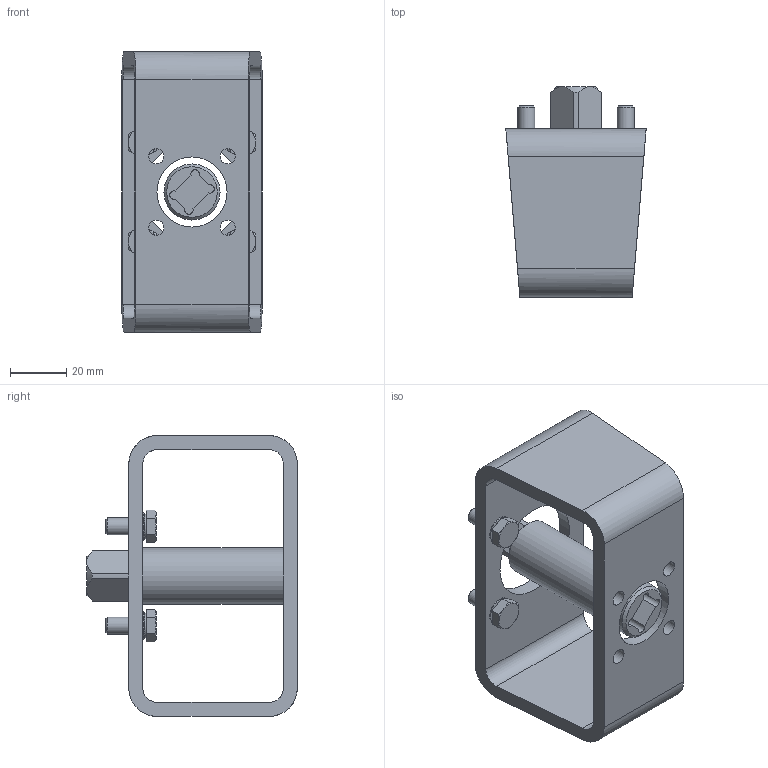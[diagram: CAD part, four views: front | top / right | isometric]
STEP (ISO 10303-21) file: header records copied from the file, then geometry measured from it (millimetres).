
FILE_DESCRIPTION(/* description */ ('STEP AP214'),/* implementation_level */ '2;1');
FILE_NAME(/* name */ '8085019_DARQ-K-Z-F05S14-F03S9-R13',/* time_stamp */ '2024-08-14T16:46:08+02:00',/* author */ ('License CC BY-ND 4.0'),/* organization */ ('CADENAS'),/* preprocessor_version */ 'ST-DEVELOPER v19.3',/* originating_system */ 'PARTsolutions',/* authorisation */ ' ');
FILE_SCHEMA (('AUTOMOTIVE_DESIGN {1 0 10303 214 3 1 1}'));
Length unit declared in the file: millimetre
Products named in the file (5): 8085019 DARQ-K-Z-F05S14-F03S9-R13; 8082980 DARQ-B-F05-F03-R13---(high); 8084584 DARQ-V-F05S14-F03S9-60---(K); 690067 S 6 A2; ISO 4017 M6x14(F)
Assembly tree (10 placements, depth 2):
  8085019 DARQ-K-Z-F05S14-F03S9-R13
    8082980 DARQ-B-F05-F03-R13---(high)
    8084584 DARQ-V-F05S14-F03S9-60---(K)
    690067 S 6 A2  x4
    ISO 4017 M6x14(F)  x4
Bounding box: 50 x 75 x 100 mm (x, y, z)
Volume: 79031.5 mm3; surface area: 35492 mm2
Topology: 10 solids, 10 shells, 154 faces, 337 edges, 204 vertices
Faces by surface type: plane 65, cylinder 43, cone 42, torus 4
Full cylindrical faces by diameter (mm): 5.5 x4, 6 x4, 6.4 x4, 6.5 x4, 8.88 x4, 10 x4, 20 x1, 25 x1, 35 x1
Entity records: 2486 total; most frequent: CARTESIAN_POINT 451, DIRECTION 416, ORIENTED_EDGE 342, AXIS2_PLACEMENT_3D 172, EDGE_CURVE 171, EDGE_LOOP 128, FACE_BOUND 128, VERTEX_POINT 119
